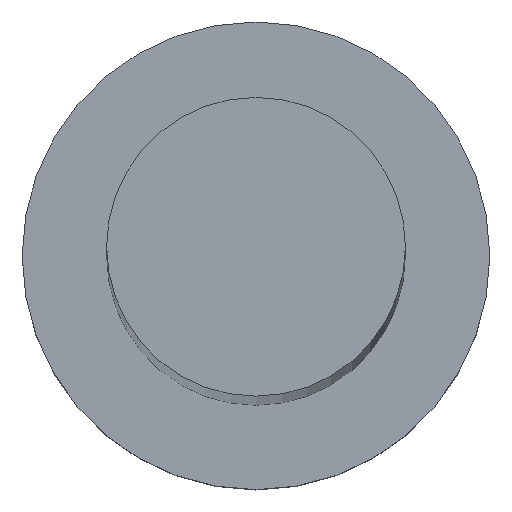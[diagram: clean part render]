
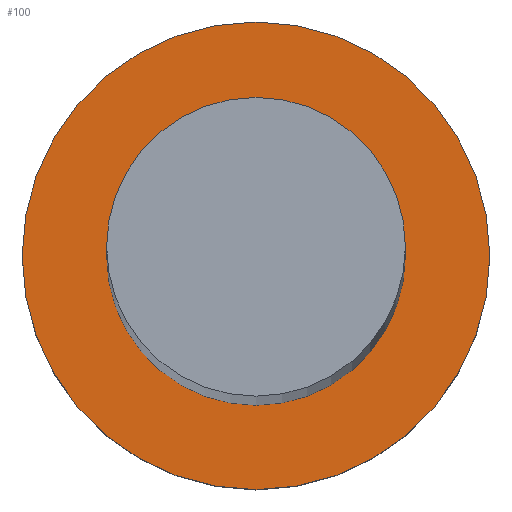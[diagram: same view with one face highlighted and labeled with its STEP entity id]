
A CAD part, top view. The second image highlights one B-rep face of the part: STEP entity #100.
In plain terms, the highlighted planar face has unit normal (0, 0, 1).
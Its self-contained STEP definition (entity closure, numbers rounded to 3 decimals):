
#3 = AXIS2_PLACEMENT_3D ( 'NONE', #27, #107, #86 ) ;
#4 = VERTEX_POINT ( 'NONE', #222 ) ;
#5 = CARTESIAN_POINT ( 'NONE',  ( -5.75, 0., 7. ) ) ;
#18 = VERTEX_POINT ( 'NONE', #5 ) ;
#24 = DIRECTION ( 'NONE',  ( 0., 0., 1. ) ) ;
#27 = CARTESIAN_POINT ( 'NONE',  ( 0., 0., 7. ) ) ;
#28 = FACE_OUTER_BOUND ( 'NONE', #109, .T. ) ;
#45 = VERTEX_POINT ( 'NONE', #50 ) ;
#49 = AXIS2_PLACEMENT_3D ( 'NONE', #147, #119, #205 ) ;
#50 = CARTESIAN_POINT ( 'NONE',  ( 5.75, 0., 7. ) ) ;
#59 = CIRCLE ( 'NONE', #162, 5.75 ) ;
#61 = CIRCLE ( 'NONE', #49, 9. ) ;
#63 = ORIENTED_EDGE ( 'NONE', *, *, #233, .F. ) ;
#65 = PLANE ( 'NONE',  #218 ) ;
#72 = CARTESIAN_POINT ( 'NONE',  ( 0., 0., 7. ) ) ;
#84 = AXIS2_PLACEMENT_3D ( 'NONE', #245, #24, #189 ) ;
#86 = DIRECTION ( 'NONE',  ( 1., 0., 0. ) ) ;
#100 = ADVANCED_FACE ( 'NONE', ( #244, #28 ), #65, .T. ) ;
#104 = CARTESIAN_POINT ( 'NONE',  ( 0., 0., 7. ) ) ;
#107 = DIRECTION ( 'NONE',  ( 0., 0., 1. ) ) ;
#109 = EDGE_LOOP ( 'NONE', ( #226, #167 ) ) ;
#119 = DIRECTION ( 'NONE',  ( 0., 0., 1. ) ) ;
#128 = EDGE_LOOP ( 'NONE', ( #63, #129 ) ) ;
#129 = ORIENTED_EDGE ( 'NONE', *, *, #249, .F. ) ;
#130 = DIRECTION ( 'NONE',  ( 1., 0., 0. ) ) ;
#132 = DIRECTION ( 'NONE',  ( 1., 0., 0. ) ) ;
#133 = DIRECTION ( 'NONE',  ( 0., 0., 1. ) ) ;
#142 = EDGE_CURVE ( 'NONE', #145, #4, #61, .T. ) ;
#145 = VERTEX_POINT ( 'NONE', #185 ) ;
#147 = CARTESIAN_POINT ( 'NONE',  ( 0., 0., 7. ) ) ;
#162 = AXIS2_PLACEMENT_3D ( 'NONE', #72, #133, #130 ) ;
#167 = ORIENTED_EDGE ( 'NONE', *, *, #142, .T. ) ;
#179 = CIRCLE ( 'NONE', #84, 5.75 ) ;
#182 = CIRCLE ( 'NONE', #3, 9. ) ;
#185 = CARTESIAN_POINT ( 'NONE',  ( 9., 0., 7. ) ) ;
#189 = DIRECTION ( 'NONE',  ( 1., 0., 0. ) ) ;
#205 = DIRECTION ( 'NONE',  ( 1., 0., 0. ) ) ;
#218 = AXIS2_PLACEMENT_3D ( 'NONE', #104, #227, #132 ) ;
#220 = EDGE_CURVE ( 'NONE', #4, #145, #182, .T. ) ;
#222 = CARTESIAN_POINT ( 'NONE',  ( -9., 0., 7. ) ) ;
#226 = ORIENTED_EDGE ( 'NONE', *, *, #220, .T. ) ;
#227 = DIRECTION ( 'NONE',  ( 0., 0., 1. ) ) ;
#233 = EDGE_CURVE ( 'NONE', #18, #45, #179, .T. ) ;
#244 = FACE_BOUND ( 'NONE', #128, .T. ) ;
#245 = CARTESIAN_POINT ( 'NONE',  ( 0., 0., 7. ) ) ;
#249 = EDGE_CURVE ( 'NONE', #45, #18, #59, .T. ) ;
